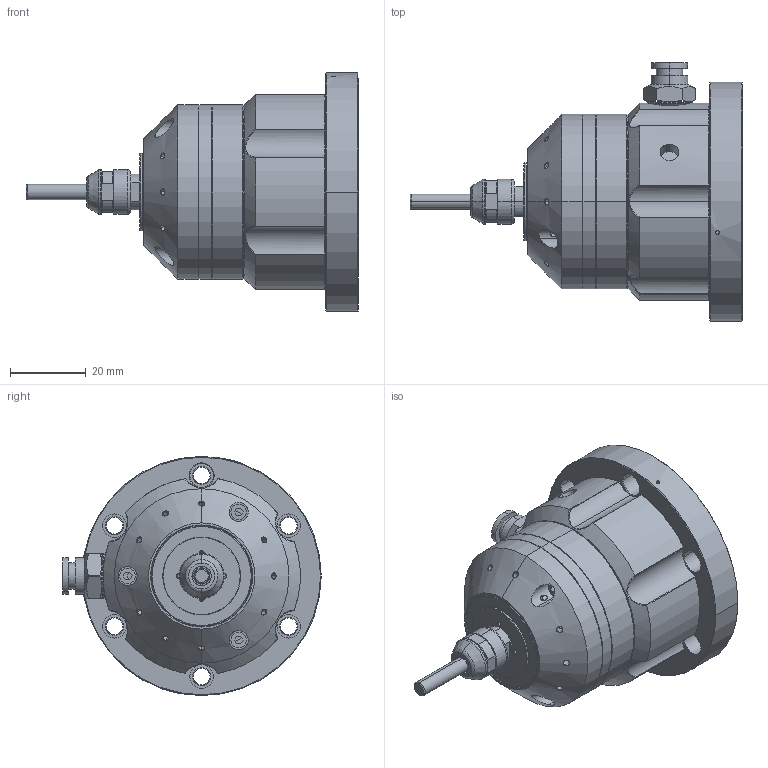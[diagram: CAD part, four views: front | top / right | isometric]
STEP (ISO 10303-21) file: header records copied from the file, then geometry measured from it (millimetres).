
FILE_DESCRIPTION (( 'STEP AP203' ), '1' );
FILE_NAME ('KA1040A0009-000-01（HTS1500ZZ-PCD530）.STEP', '2024-07-24T04:20:25', ( 'nsk' ), ( '' ), 'SwSTEP 2.0', 'SolidWorks 2021', '' );
FILE_SCHEMA (( 'CONFIG_CONTROL_DESIGN' ));
Length unit declared in the file: millimetre
Products named in the file (1): KA1040A0009-000-01（HTS1500ZZ-PCD530）
Bounding box: 87.47 x 68.09 x 63 mm (x, y, z)
Surface area: 26777.7 mm2 (no closed solid volume)
Topology: 0 solids, 35 shells, 441 faces, 1279 edges, 862 vertices
Faces by surface type: cylinder 163, cone 146, plane 116, torus 8, bspline 8
Entity records: 19437 total; most frequent: CARTESIAN_POINT 7949, DIRECTION 2443, ORIENTED_EDGE 2108, EDGE_CURVE 1267, AXIS2_PLACEMENT_3D 961, VERTEX_POINT 862, EDGE_LOOP 543, CIRCLE 527
